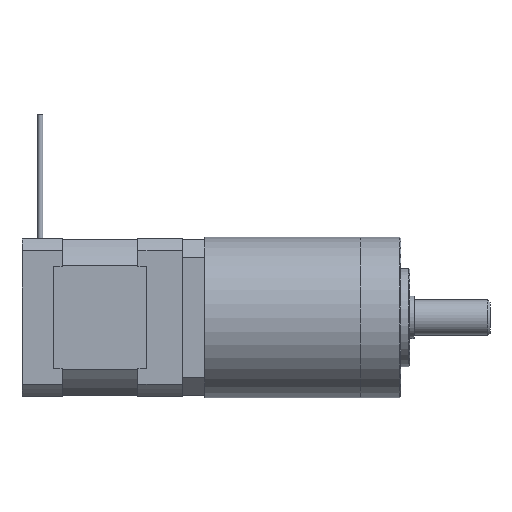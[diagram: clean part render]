
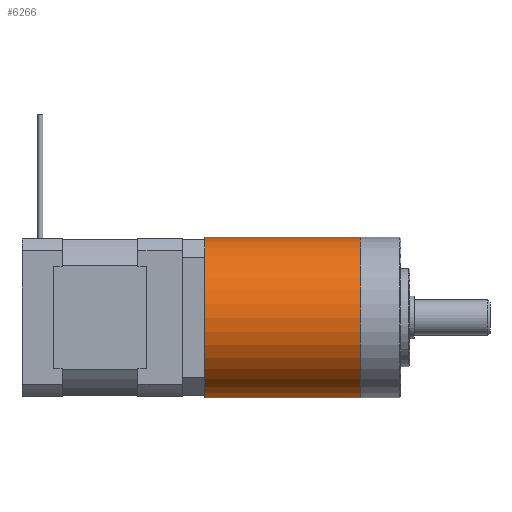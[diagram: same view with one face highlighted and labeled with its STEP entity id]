
A CAD part, left-side view. The second image highlights one B-rep face of the part: STEP entity #6266.
In plain terms, the highlighted cylindrical face has radius 18 mm (diameter 36 mm), a partial arc.
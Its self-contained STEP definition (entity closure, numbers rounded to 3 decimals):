
#28 = ORIENTED_EDGE ( 'NONE', *, *, #14676, .T. ) ;
#423 = VERTEX_POINT ( 'NONE', #10298 ) ;
#569 = VECTOR ( 'NONE', #18457, 1000. ) ;
#722 = DIRECTION ( 'NONE',  ( 0., 0., -1. ) ) ;
#1944 = DIRECTION ( 'NONE',  ( -1., 0., 0. ) ) ;
#2028 = ORIENTED_EDGE ( 'NONE', *, *, #14385, .F. ) ;
#2052 = CARTESIAN_POINT ( 'NONE',  ( -18., 0., 0. ) ) ;
#2076 = AXIS2_PLACEMENT_3D ( 'NONE', #12309, #14115, #4980 ) ;
#2138 = EDGE_CURVE ( 'NONE', #5124, #2348, #19301, .T. ) ;
#2348 = VERTEX_POINT ( 'NONE', #2052 ) ;
#2555 = CARTESIAN_POINT ( 'NONE',  ( -18., 0., 35. ) ) ;
#3200 = CARTESIAN_POINT ( 'NONE',  ( 18., 0., 35. ) ) ;
#3434 = LINE ( 'NONE', #3200, #569 ) ;
#4980 = DIRECTION ( 'NONE',  ( 1., 0., 0. ) ) ;
#5124 = VERTEX_POINT ( 'NONE', #6674 ) ;
#6266 = ADVANCED_FACE ( 'NONE', ( #16832 ), #9546, .T. ) ;
#6674 = CARTESIAN_POINT ( 'NONE',  ( -18., 0., 35. ) ) ;
#6834 = ORIENTED_EDGE ( 'NONE', *, *, #2138, .T. ) ;
#7475 = CARTESIAN_POINT ( 'NONE',  ( 18., 0., 35. ) ) ;
#9354 = CARTESIAN_POINT ( 'NONE',  ( 0., 0., 35. ) ) ;
#9546 = CYLINDRICAL_SURFACE ( 'NONE', #13280, 18. ) ;
#9891 = CIRCLE ( 'NONE', #2076, 18. ) ;
#10298 = CARTESIAN_POINT ( 'NONE',  ( 18., 0., 0. ) ) ;
#10847 = ORIENTED_EDGE ( 'NONE', *, *, #14005, .F. ) ;
#11121 = EDGE_LOOP ( 'NONE', ( #2028, #10847, #6834, #28 ) ) ;
#12309 = CARTESIAN_POINT ( 'NONE',  ( 0., 0., 0. ) ) ;
#13280 = AXIS2_PLACEMENT_3D ( 'NONE', #16711, #20888, #1944 ) ;
#13290 = VECTOR ( 'NONE', #722, 1000. ) ;
#14005 = EDGE_CURVE ( 'NONE', #5124, #14574, #19658, .T. ) ;
#14115 = DIRECTION ( 'NONE',  ( 0., 0., 1. ) ) ;
#14385 = EDGE_CURVE ( 'NONE', #14574, #423, #3434, .T. ) ;
#14574 = VERTEX_POINT ( 'NONE', #7475 ) ;
#14676 = EDGE_CURVE ( 'NONE', #2348, #423, #9891, .T. ) ;
#16711 = CARTESIAN_POINT ( 'NONE',  ( 0., 0., 35. ) ) ;
#16832 = FACE_OUTER_BOUND ( 'NONE', #11121, .T. ) ;
#18457 = DIRECTION ( 'NONE',  ( 0., 0., -1. ) ) ;
#19301 = LINE ( 'NONE', #2555, #13290 ) ;
#19658 = CIRCLE ( 'NONE', #22787, 18. ) ;
#20341 = DIRECTION ( 'NONE',  ( 1., 0., 0. ) ) ;
#20888 = DIRECTION ( 'NONE',  ( 0., 0., -1. ) ) ;
#22787 = AXIS2_PLACEMENT_3D ( 'NONE', #9354, #24128, #20341 ) ;
#24128 = DIRECTION ( 'NONE',  ( 0., 0., 1. ) ) ;
